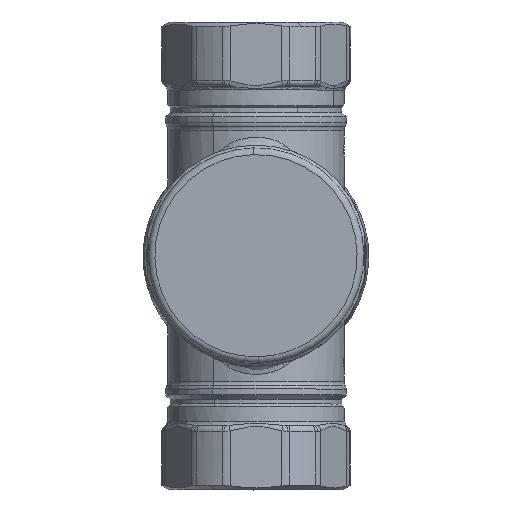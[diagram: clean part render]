
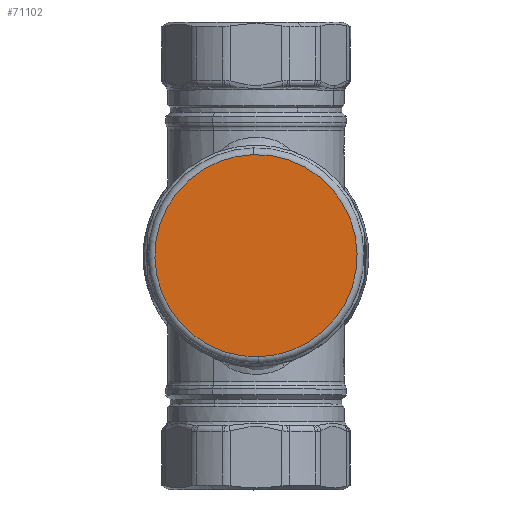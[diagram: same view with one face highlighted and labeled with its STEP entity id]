
A CAD part, top view. The second image highlights one B-rep face of the part: STEP entity #71102.
In plain terms, the highlighted planar face has unit normal (0, 0, 1).
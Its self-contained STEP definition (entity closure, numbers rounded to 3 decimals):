
#71079=CARTESIAN_POINT('Axis2P3D Location',(-11.2,-90.601,35.1)) ;
#71084=CARTESIAN_POINT('Axis2P3D Location',(0.,-110.,35.1)) ;
#71088=CARTESIAN_POINT('Vertex',(0.529,-132.394,35.1)) ;
#71090=CARTESIAN_POINT('Vertex',(-0.529,-87.606,35.1)) ;
#71093=CARTESIAN_POINT('Axis2P3D Location',(0.,-110.,35.1)) ;
#71080=DIRECTION('Axis2P3D Direction',(0.,0.,-1.)) ;
#71081=DIRECTION('Axis2P3D XDirection',(0.866,0.5,0.)) ;
#71085=DIRECTION('Axis2P3D Direction',(0.,0.,-1.)) ;
#71094=DIRECTION('Axis2P3D Direction',(0.,0.,-1.)) ;
#71082=AXIS2_PLACEMENT_3D('Plane Axis2P3D',#71079,#71080,#71081) ;
#71086=AXIS2_PLACEMENT_3D('Circle Axis2P3D',#71084,#71085,$) ;
#71095=AXIS2_PLACEMENT_3D('Circle Axis2P3D',#71093,#71094,$) ;
#71087=CIRCLE('generated circle',#71086,22.4) ;
#71096=CIRCLE('generated circle',#71095,22.4) ;
#71083=PLANE('',#71082) ;
#71092=EDGE_CURVE('',#71089,#71091,#71087,.T.) ;
#71097=EDGE_CURVE('',#71091,#71089,#71096,.T.) ;
#71099=ORIENTED_EDGE('',*,*,#71092,.F.) ;
#71100=ORIENTED_EDGE('',*,*,#71097,.F.) ;
#71098=EDGE_LOOP('',(#71099,#71100)) ;
#71089=VERTEX_POINT('',#71088) ;
#71091=VERTEX_POINT('',#71090) ;
#71102=ADVANCED_FACE('PartBody',(#71101),#71083,.F.) ;
#71101=FACE_OUTER_BOUND('',#71098,.T.) ;
